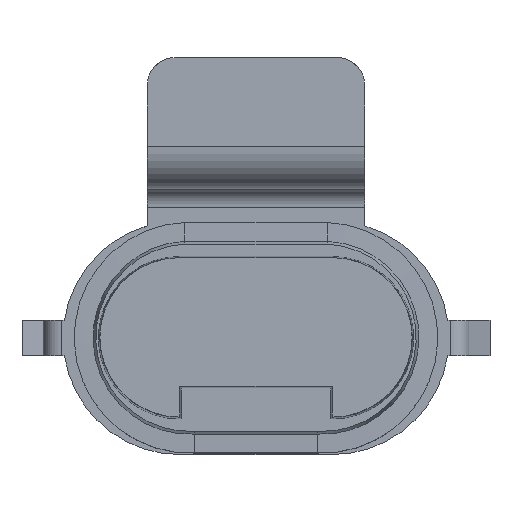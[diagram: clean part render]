
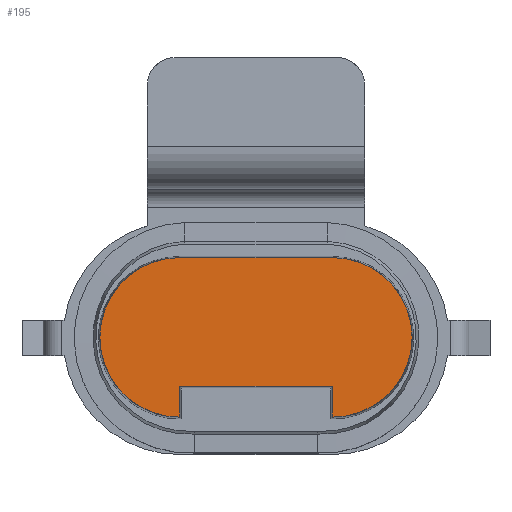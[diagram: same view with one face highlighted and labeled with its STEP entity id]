
A CAD part, top view. The second image highlights one B-rep face of the part: STEP entity #195.
In plain terms, the highlighted planar face has unit normal (0, 0, 1).
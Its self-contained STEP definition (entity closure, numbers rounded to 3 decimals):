
#91=FACE_OUTER_BOUND('',#333,.T.);
#195=ADVANCED_FACE('',(#91),#277,.F.);
#277=PLANE('',#1579);
#333=EDGE_LOOP('',(#540,#541,#542,#543,#544,#545));
#423=CIRCLE('',#1570,5.641);
#425=CIRCLE('',#1575,5.641);
#540=ORIENTED_EDGE('',*,*,#1096,.T.);
#541=ORIENTED_EDGE('',*,*,#1094,.T.);
#542=ORIENTED_EDGE('',*,*,#1101,.F.);
#543=ORIENTED_EDGE('',*,*,#1109,.F.);
#544=ORIENTED_EDGE('',*,*,#1107,.F.);
#545=ORIENTED_EDGE('',*,*,#1104,.T.);
#952=VERTEX_POINT('',#2252);
#953=VERTEX_POINT('',#2254);
#954=VERTEX_POINT('',#2258);
#957=VERTEX_POINT('',#2266);
#959=VERTEX_POINT('',#2274);
#961=VERTEX_POINT('',#2280);
#1094=EDGE_CURVE('',#953,#952,#423,.T.);
#1096=EDGE_CURVE('',#954,#953,#1296,.T.);
#1101=EDGE_CURVE('',#957,#952,#1301,.T.);
#1104=EDGE_CURVE('',#959,#954,#425,.T.);
#1107=EDGE_CURVE('',#959,#961,#1304,.T.);
#1109=EDGE_CURVE('',#961,#957,#1306,.T.);
#1296=LINE('',#2257,#1441);
#1301=LINE('',#2267,#1446);
#1304=LINE('',#2282,#1449);
#1306=LINE('',#2285,#1451);
#1441=VECTOR('',#1759,1.);
#1446=VECTOR('',#1766,1.);
#1449=VECTOR('',#1777,1.);
#1451=VECTOR('',#1781,1.);
#1570=AXIS2_PLACEMENT_3D('',#2253,#1754,#1755);
#1575=AXIS2_PLACEMENT_3D('',#2276,#1771,#1772);
#1579=AXIS2_PLACEMENT_3D('',#2287,#1784,#1785);
#1754=DIRECTION('',(0.,0.,1.));
#1755=DIRECTION('',(0.,1.,0.));
#1759=DIRECTION('',(-1.,0.,0.));
#1766=DIRECTION('',(0.,-1.,0.));
#1771=DIRECTION('',(0.,0.,1.));
#1772=DIRECTION('',(0.,1.,0.));
#1777=DIRECTION('',(0.,1.,0.));
#1781=DIRECTION('',(-1.,0.,0.));
#1784=DIRECTION('',(0.,0.,-1.));
#1785=DIRECTION('',(0.,1.,0.));
#2252=CARTESIAN_POINT('',(-5.4,-5.641,9.947));
#2253=CARTESIAN_POINT('',(-5.4,0.,9.947));
#2254=CARTESIAN_POINT('',(-5.4,5.641,9.947));
#2257=CARTESIAN_POINT('',(5.4,5.641,9.947));
#2258=CARTESIAN_POINT('',(5.4,5.641,9.947));
#2266=CARTESIAN_POINT('',(-5.4,-3.45,9.947));
#2267=CARTESIAN_POINT('',(-5.4,-5.75,9.947));
#2274=CARTESIAN_POINT('',(5.4,-5.641,9.947));
#2276=CARTESIAN_POINT('',(5.4,0.,9.947));
#2280=CARTESIAN_POINT('',(5.4,-3.45,9.947));
#2282=CARTESIAN_POINT('',(5.4,-3.556,9.947));
#2285=CARTESIAN_POINT('',(-5.4,-3.45,9.947));
#2287=CARTESIAN_POINT('',(-9.2,0.406,9.947));
